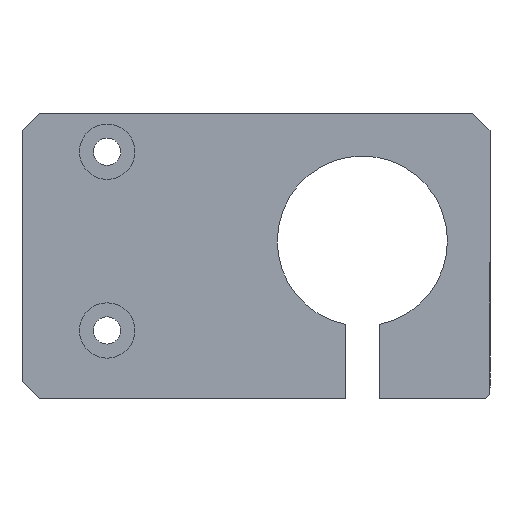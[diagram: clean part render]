
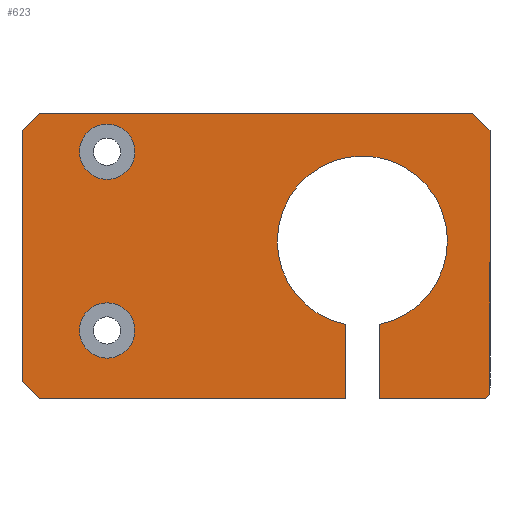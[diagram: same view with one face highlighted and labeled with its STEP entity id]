
A CAD part, front view. The second image highlights one B-rep face of the part: STEP entity #623.
In plain terms, the highlighted planar face has unit normal (0, -1, 0).
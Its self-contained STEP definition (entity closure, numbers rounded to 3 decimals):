
#1 = AXIS2_PLACEMENT_3D ( 'NONE', #643, #373, #483 ) ;
#5 = FACE_BOUND ( 'NONE', #402, .T. ) ;
#9 = EDGE_CURVE ( 'NONE', #702, #537, #315, .T. ) ;
#14 = CARTESIAN_POINT ( 'NONE',  ( 15., -5., 13. ) ) ;
#16 = VECTOR ( 'NONE', #671, 1000. ) ;
#26 = EDGE_CURVE ( 'NONE', #65, #442, #42, .T. ) ;
#36 = CIRCLE ( 'NONE', #647, 10. ) ;
#37 = DIRECTION ( 'NONE',  ( -0.707, 0., 0.707 ) ) ;
#42 = LINE ( 'NONE', #577, #401 ) ;
#58 = DIRECTION ( 'NONE',  ( 0., 0., -1. ) ) ;
#60 = DIRECTION ( 'NONE',  ( -0.707, 0., -0.707 ) ) ;
#63 = DIRECTION ( 'NONE',  ( -1., 0., 0. ) ) ;
#65 = VERTEX_POINT ( 'NONE', #455 ) ;
#78 = CARTESIAN_POINT ( 'NONE',  ( -30., -5., -13.75 ) ) ;
#88 = CARTESIAN_POINT ( 'NONE',  ( 14.5, -5., -18.5 ) ) ;
#102 = CARTESIAN_POINT ( 'NONE',  ( 14.5, -5., -18.5 ) ) ;
#116 = VECTOR ( 'NONE', #503, 1000. ) ;
#118 = DIRECTION ( 'NONE',  ( 0., 0., 1. ) ) ;
#125 = VERTEX_POINT ( 'NONE', #525 ) ;
#126 = EDGE_CURVE ( 'NONE', #201, #201, #553, .T. ) ;
#129 = DIRECTION ( 'NONE',  ( 0., 0., 1. ) ) ;
#130 = VERTEX_POINT ( 'NONE', #530 ) ;
#134 = ORIENTED_EDGE ( 'NONE', *, *, #707, .F. ) ;
#137 = EDGE_CURVE ( 'NONE', #125, #213, #36, .T. ) ;
#149 = VERTEX_POINT ( 'NONE', #587 ) ;
#159 = CARTESIAN_POINT ( 'NONE',  ( -40., -5., 13. ) ) ;
#172 = VECTOR ( 'NONE', #462, 1000. ) ;
#177 = CARTESIAN_POINT ( 'NONE',  ( -30., -5., -10.5 ) ) ;
#178 = DIRECTION ( 'NONE',  ( 0., -1., 0. ) ) ;
#190 = ORIENTED_EDGE ( 'NONE', *, *, #214, .F. ) ;
#201 = VERTEX_POINT ( 'NONE', #78 ) ;
#212 = LINE ( 'NONE', #441, #16 ) ;
#213 = VERTEX_POINT ( 'NONE', #412 ) ;
#214 = EDGE_CURVE ( 'NONE', #264, #264, #280, .T. ) ;
#218 = LINE ( 'NONE', #748, #444 ) ;
#220 = VERTEX_POINT ( 'NONE', #675 ) ;
#236 = CARTESIAN_POINT ( 'NONE',  ( -38., -5., 15. ) ) ;
#239 = AXIS2_PLACEMENT_3D ( 'NONE', #177, #178, #58 ) ;
#240 = CARTESIAN_POINT ( 'NONE',  ( 15., -5., -18. ) ) ;
#242 = FACE_OUTER_BOUND ( 'NONE', #706, .T. ) ;
#246 = LINE ( 'NONE', #717, #637 ) ;
#251 = CARTESIAN_POINT ( 'NONE',  ( -40., -5., 15. ) ) ;
#258 = LINE ( 'NONE', #495, #698 ) ;
#261 = LINE ( 'NONE', #251, #658 ) ;
#264 = VERTEX_POINT ( 'NONE', #439 ) ;
#268 = EDGE_LOOP ( 'NONE', ( #190 ) ) ;
#271 = CARTESIAN_POINT ( 'NONE',  ( -2., -5., -18.5 ) ) ;
#274 = DIRECTION ( 'NONE',  ( 0., 0., 1. ) ) ;
#280 = CIRCLE ( 'NONE', #1, 3.25 ) ;
#300 = ORIENTED_EDGE ( 'NONE', *, *, #572, .F. ) ;
#303 = EDGE_CURVE ( 'NONE', #149, #485, #261, .T. ) ;
#308 = VERTEX_POINT ( 'NONE', #14 ) ;
#312 = FACE_BOUND ( 'NONE', #268, .T. ) ;
#315 = LINE ( 'NONE', #102, #582 ) ;
#345 = DIRECTION ( 'NONE',  ( 0., 0., 1. ) ) ;
#350 = DIRECTION ( 'NONE',  ( 0., -1., 0. ) ) ;
#353 = CARTESIAN_POINT ( 'NONE',  ( 0., -5., 0. ) ) ;
#365 = ORIENTED_EDGE ( 'NONE', *, *, #303, .F. ) ;
#370 = ORIENTED_EDGE ( 'NONE', *, *, #430, .F. ) ;
#373 = DIRECTION ( 'NONE',  ( 0., -1., 0. ) ) ;
#387 = DIRECTION ( 'NONE',  ( -1., 0., 0. ) ) ;
#389 = CARTESIAN_POINT ( 'NONE',  ( -40., -5., -16.5 ) ) ;
#401 = VECTOR ( 'NONE', #274, 1000. ) ;
#402 = EDGE_LOOP ( 'NONE', ( #422 ) ) ;
#412 = CARTESIAN_POINT ( 'NONE',  ( -2., -5., -9.798 ) ) ;
#417 = EDGE_CURVE ( 'NONE', #308, #485, #218, .T. ) ;
#422 = ORIENTED_EDGE ( 'NONE', *, *, #126, .F. ) ;
#424 = CARTESIAN_POINT ( 'NONE',  ( 0., -5., 0. ) ) ;
#430 = EDGE_CURVE ( 'NONE', #213, #130, #629, .T. ) ;
#439 = CARTESIAN_POINT ( 'NONE',  ( -30., -5., 7.25 ) ) ;
#441 = CARTESIAN_POINT ( 'NONE',  ( 15., -5., -18.5 ) ) ;
#442 = VERTEX_POINT ( 'NONE', #159 ) ;
#444 = VECTOR ( 'NONE', #37, 1000. ) ;
#452 = ORIENTED_EDGE ( 'NONE', *, *, #9, .T. ) ;
#455 = CARTESIAN_POINT ( 'NONE',  ( -40., -5., -16.5 ) ) ;
#460 = DIRECTION ( 'NONE',  ( 0.707, 0., 0.707 ) ) ;
#462 = DIRECTION ( 'NONE',  ( 0., 0., -1. ) ) ;
#474 = CARTESIAN_POINT ( 'NONE',  ( -40., -5., -18.5 ) ) ;
#478 = ORIENTED_EDGE ( 'NONE', *, *, #691, .F. ) ;
#483 = DIRECTION ( 'NONE',  ( 0., 0., -1. ) ) ;
#485 = VERTEX_POINT ( 'NONE', #709 ) ;
#495 = CARTESIAN_POINT ( 'NONE',  ( 2., -5., -18.5 ) ) ;
#503 = DIRECTION ( 'NONE',  ( 0.707, 0., -0.707 ) ) ;
#511 = EDGE_CURVE ( 'NONE', #595, #125, #246, .T. ) ;
#525 = CARTESIAN_POINT ( 'NONE',  ( 2., -5., -9.798 ) ) ;
#530 = CARTESIAN_POINT ( 'NONE',  ( -2., -5., -18.5 ) ) ;
#535 = VECTOR ( 'NONE', #63, 1000. ) ;
#536 = LINE ( 'NONE', #236, #703 ) ;
#537 = VERTEX_POINT ( 'NONE', #240 ) ;
#539 = ORIENTED_EDGE ( 'NONE', *, *, #137, .F. ) ;
#549 = PLANE ( 'NONE',  #579 ) ;
#553 = CIRCLE ( 'NONE', #239, 3.25 ) ;
#557 = ORIENTED_EDGE ( 'NONE', *, *, #26, .F. ) ;
#560 = EDGE_CURVE ( 'NONE', #149, #442, #536, .T. ) ;
#572 = EDGE_CURVE ( 'NONE', #130, #220, #712, .T. ) ;
#577 = CARTESIAN_POINT ( 'NONE',  ( -40., -5., -18.5 ) ) ;
#579 = AXIS2_PLACEMENT_3D ( 'NONE', #424, #656, #129 ) ;
#582 = VECTOR ( 'NONE', #460, 1000. ) ;
#587 = CARTESIAN_POINT ( 'NONE',  ( -38., -5., 15. ) ) ;
#593 = ORIENTED_EDGE ( 'NONE', *, *, #765, .T. ) ;
#595 = VERTEX_POINT ( 'NONE', #605 ) ;
#605 = CARTESIAN_POINT ( 'NONE',  ( 2., -5., -18.5 ) ) ;
#621 = ORIENTED_EDGE ( 'NONE', *, *, #417, .T. ) ;
#623 = ADVANCED_FACE ( 'NONE', ( #312, #5, #242 ), #549, .F. ) ;
#629 = LINE ( 'NONE', #271, #172 ) ;
#637 = VECTOR ( 'NONE', #118, 1000. ) ;
#643 = CARTESIAN_POINT ( 'NONE',  ( -30., -5., 10.5 ) ) ;
#647 = AXIS2_PLACEMENT_3D ( 'NONE', #353, #350, #345 ) ;
#654 = ORIENTED_EDGE ( 'NONE', *, *, #511, .F. ) ;
#656 = DIRECTION ( 'NONE',  ( 0., 1., 0. ) ) ;
#658 = VECTOR ( 'NONE', #679, 1000. ) ;
#671 = DIRECTION ( 'NONE',  ( 0., 0., -1. ) ) ;
#675 = CARTESIAN_POINT ( 'NONE',  ( -38., -5., -18.5 ) ) ;
#679 = DIRECTION ( 'NONE',  ( 1., 0., 0. ) ) ;
#691 = EDGE_CURVE ( 'NONE', #702, #595, #258, .T. ) ;
#698 = VECTOR ( 'NONE', #387, 1000. ) ;
#702 = VERTEX_POINT ( 'NONE', #88 ) ;
#703 = VECTOR ( 'NONE', #60, 1000. ) ;
#706 = EDGE_LOOP ( 'NONE', ( #478, #452, #134, #621, #365, #734, #557, #593, #300, #370, #539, #654 ) ) ;
#707 = EDGE_CURVE ( 'NONE', #308, #537, #212, .T. ) ;
#709 = CARTESIAN_POINT ( 'NONE',  ( 13., -5., 15. ) ) ;
#712 = LINE ( 'NONE', #474, #535 ) ;
#717 = CARTESIAN_POINT ( 'NONE',  ( 2., -5., -18.5 ) ) ;
#726 = LINE ( 'NONE', #389, #116 ) ;
#734 = ORIENTED_EDGE ( 'NONE', *, *, #560, .T. ) ;
#748 = CARTESIAN_POINT ( 'NONE',  ( 15., -5., 13. ) ) ;
#765 = EDGE_CURVE ( 'NONE', #65, #220, #726, .T. ) ;
